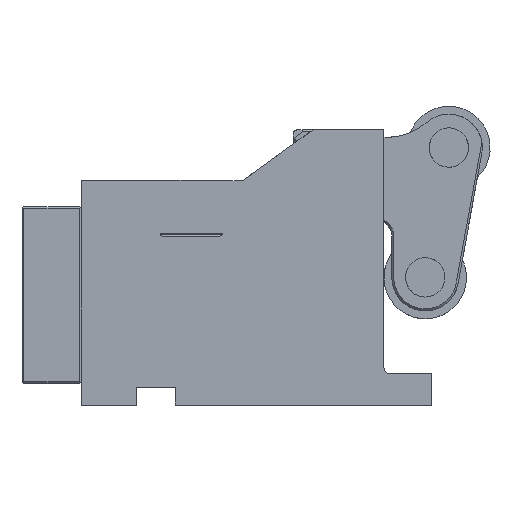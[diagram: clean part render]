
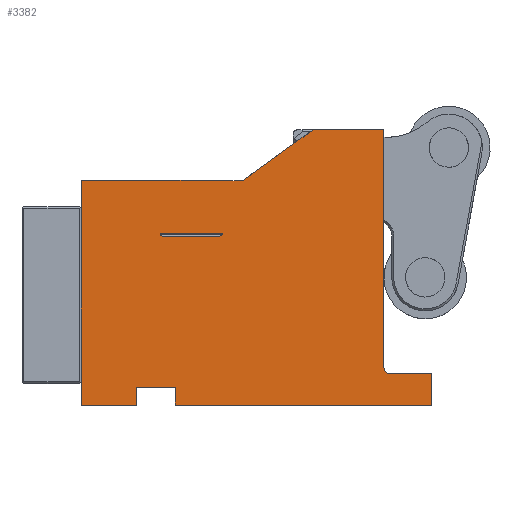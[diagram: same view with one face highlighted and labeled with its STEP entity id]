
A CAD part, top view. The second image highlights one B-rep face of the part: STEP entity #3382.
In plain terms, the highlighted planar face has unit normal (0, 0, 1).
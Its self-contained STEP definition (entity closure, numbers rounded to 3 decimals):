
#460=CARTESIAN_POINT('Vertex',(-35.,29.,32.5)) ;
#465=CARTESIAN_POINT('Line Origine',(-32.5,29.,32.5)) ;
#469=CARTESIAN_POINT('Vertex',(-30.,29.,32.5)) ;
#563=CARTESIAN_POINT('Line Origine',(-21.,35.5,32.5)) ;
#567=CARTESIAN_POINT('Vertex',(-12.,42.,32.5)) ;
#902=CARTESIAN_POINT('Vertex',(18.,-28.,32.5)) ;
#907=CARTESIAN_POINT('Line Origine',(-14.5,-28.,32.5)) ;
#911=CARTESIAN_POINT('Vertex',(-47.,-28.,32.5)) ;
#1049=CARTESIAN_POINT('Line Origine',(-47.,-25.75,32.5)) ;
#1053=CARTESIAN_POINT('Vertex',(-47.,-23.5,32.5)) ;
#1080=CARTESIAN_POINT('Line Origine',(-52.,-23.5,32.5)) ;
#1084=CARTESIAN_POINT('Vertex',(-57.,-23.5,32.5)) ;
#1111=CARTESIAN_POINT('Line Origine',(-57.,-25.75,32.5)) ;
#1115=CARTESIAN_POINT('Vertex',(-57.,-28.,32.5)) ;
#1137=CARTESIAN_POINT('Line Origine',(-64.,-28.,32.5)) ;
#1141=CARTESIAN_POINT('Vertex',(-71.,-28.,32.5)) ;
#1204=CARTESIAN_POINT('Line Origine',(-71.,0.5,32.5)) ;
#1208=CARTESIAN_POINT('Vertex',(-71.,29.,32.5)) ;
#1248=CARTESIAN_POINT('Line Origine',(-61.,29.,32.5)) ;
#1252=CARTESIAN_POINT('Vertex',(-51.,29.,32.5)) ;
#1446=CARTESIAN_POINT('Vertex',(-35.083,15.5,32.5)) ;
#1453=CARTESIAN_POINT('Vertex',(-36.,14.9,32.5)) ;
#1456=CARTESIAN_POINT('Axis2P3D Location',(-36.,15.9,32.5)) ;
#1472=CARTESIAN_POINT('Vertex',(-50.,14.9,32.5)) ;
#1475=CARTESIAN_POINT('Line Origine',(-43.,14.9,32.5)) ;
#1509=CARTESIAN_POINT('Vertex',(-50.917,15.5,32.5)) ;
#1512=CARTESIAN_POINT('Axis2P3D Location',(-50.,15.9,32.5)) ;
#1733=CARTESIAN_POINT('Line Origine',(-3.,42.,32.5)) ;
#1737=CARTESIAN_POINT('Vertex',(6.,42.,32.5)) ;
#2047=CARTESIAN_POINT('Vertex',(18.,-20.,32.5)) ;
#2050=CARTESIAN_POINT('Line Origine',(18.,-24.,32.5)) ;
#2767=CARTESIAN_POINT('Line Origine',(6.,11.75,32.5)) ;
#2771=CARTESIAN_POINT('Vertex',(6.,-18.5,32.5)) ;
#2789=CARTESIAN_POINT('Axis2P3D Location',(7.5,-18.5,32.5)) ;
#2793=CARTESIAN_POINT('Vertex',(7.5,-20.,32.5)) ;
#2808=CARTESIAN_POINT('Line Origine',(12.75,-20.,32.5)) ;
#3106=CARTESIAN_POINT('Line Origine',(-43.,15.5,32.5)) ;
#3242=CARTESIAN_POINT('Line Origine',(-51.,29.1,32.5)) ;
#3246=CARTESIAN_POINT('Vertex',(-51.,29.2,32.5)) ;
#3279=CARTESIAN_POINT('Vertex',(-35.,29.2,32.5)) ;
#3282=CARTESIAN_POINT('Line Origine',(-35.,29.1,32.5)) ;
#3304=CARTESIAN_POINT('Line Origine',(-43.,29.2,32.5)) ;
#3352=CARTESIAN_POINT('Axis2P3D Location',(18.,-28.,32.5)) ;
#466=DIRECTION('Vector Direction',(1.,0.,0.)) ;
#564=DIRECTION('Vector Direction',(-0.811,-0.585,0.)) ;
#908=DIRECTION('Vector Direction',(-1.,0.,0.)) ;
#1050=DIRECTION('Vector Direction',(0.,1.,0.)) ;
#1081=DIRECTION('Vector Direction',(-1.,0.,0.)) ;
#1112=DIRECTION('Vector Direction',(0.,1.,0.)) ;
#1138=DIRECTION('Vector Direction',(-1.,0.,0.)) ;
#1205=DIRECTION('Vector Direction',(0.,1.,0.)) ;
#1249=DIRECTION('Vector Direction',(1.,0.,0.)) ;
#1457=DIRECTION('Axis2P3D Direction',(0.,0.,-1.)) ;
#1476=DIRECTION('Vector Direction',(1.,0.,0.)) ;
#1513=DIRECTION('Axis2P3D Direction',(0.,0.,-1.)) ;
#1734=DIRECTION('Vector Direction',(1.,0.,0.)) ;
#2051=DIRECTION('Vector Direction',(0.,1.,0.)) ;
#2768=DIRECTION('Vector Direction',(0.,1.,0.)) ;
#2790=DIRECTION('Axis2P3D Direction',(0.,0.,-1.)) ;
#2809=DIRECTION('Vector Direction',(-1.,0.,0.)) ;
#3107=DIRECTION('Vector Direction',(-1.,0.,0.)) ;
#3243=DIRECTION('Vector Direction',(0.,-1.,0.)) ;
#3283=DIRECTION('Vector Direction',(0.,-1.,0.)) ;
#3305=DIRECTION('Vector Direction',(1.,0.,0.)) ;
#3353=DIRECTION('Axis2P3D Direction',(0.,0.,-1.)) ;
#3354=DIRECTION('Axis2P3D XDirection',(-1.,0.,0.)) ;
#1458=AXIS2_PLACEMENT_3D('Circle Axis2P3D',#1456,#1457,$) ;
#1514=AXIS2_PLACEMENT_3D('Circle Axis2P3D',#1512,#1513,$) ;
#2791=AXIS2_PLACEMENT_3D('Circle Axis2P3D',#2789,#2790,$) ;
#3355=AXIS2_PLACEMENT_3D('Plane Axis2P3D',#3352,#3353,#3354) ;
#3358=ORIENTED_EDGE('',*,*,#3308,.F.) ;
#3359=ORIENTED_EDGE('',*,*,#3248,.T.) ;
#3360=ORIENTED_EDGE('',*,*,#1254,.F.) ;
#3361=ORIENTED_EDGE('',*,*,#1210,.F.) ;
#3362=ORIENTED_EDGE('',*,*,#1143,.F.) ;
#3363=ORIENTED_EDGE('',*,*,#1117,.F.) ;
#3364=ORIENTED_EDGE('',*,*,#1086,.F.) ;
#3365=ORIENTED_EDGE('',*,*,#1055,.F.) ;
#3366=ORIENTED_EDGE('',*,*,#913,.F.) ;
#3367=ORIENTED_EDGE('',*,*,#2054,.F.) ;
#3368=ORIENTED_EDGE('',*,*,#2812,.F.) ;
#3369=ORIENTED_EDGE('',*,*,#2795,.F.) ;
#3370=ORIENTED_EDGE('',*,*,#2773,.F.) ;
#3371=ORIENTED_EDGE('',*,*,#1739,.F.) ;
#3372=ORIENTED_EDGE('',*,*,#569,.F.) ;
#3373=ORIENTED_EDGE('',*,*,#471,.F.) ;
#3374=ORIENTED_EDGE('',*,*,#3286,.F.) ;
#3377=ORIENTED_EDGE('',*,*,#3110,.F.) ;
#3378=ORIENTED_EDGE('',*,*,#1460,.F.) ;
#3379=ORIENTED_EDGE('',*,*,#1479,.F.) ;
#3380=ORIENTED_EDGE('',*,*,#1516,.F.) ;
#3381=FACE_BOUND('',#3376,.T.) ;
#467=VECTOR('Line Direction',#466,1.) ;
#565=VECTOR('Line Direction',#564,1.) ;
#909=VECTOR('Line Direction',#908,1.) ;
#1051=VECTOR('Line Direction',#1050,1.) ;
#1082=VECTOR('Line Direction',#1081,1.) ;
#1113=VECTOR('Line Direction',#1112,1.) ;
#1139=VECTOR('Line Direction',#1138,1.) ;
#1206=VECTOR('Line Direction',#1205,1.) ;
#1250=VECTOR('Line Direction',#1249,1.) ;
#1477=VECTOR('Line Direction',#1476,1.) ;
#1735=VECTOR('Line Direction',#1734,1.) ;
#2052=VECTOR('Line Direction',#2051,1.) ;
#2769=VECTOR('Line Direction',#2768,1.) ;
#2810=VECTOR('Line Direction',#2809,1.) ;
#3108=VECTOR('Line Direction',#3107,1.) ;
#3244=VECTOR('Line Direction',#3243,1.) ;
#3284=VECTOR('Line Direction',#3283,1.) ;
#3306=VECTOR('Line Direction',#3305,1.) ;
#3382=ADVANCED_FACE('Brep With Voids',(#3375,#3381),#3356,.F.) ;
#1459=CIRCLE('generated circle',#1458,1.) ;
#1515=CIRCLE('generated circle',#1514,1.) ;
#2792=CIRCLE('generated circle',#2791,1.5) ;
#471=EDGE_CURVE('',#461,#470,#468,.T.) ;
#569=EDGE_CURVE('',#470,#568,#566,.F.) ;
#913=EDGE_CURVE('',#903,#912,#910,.T.) ;
#1055=EDGE_CURVE('',#912,#1054,#1052,.T.) ;
#1086=EDGE_CURVE('',#1054,#1085,#1083,.T.) ;
#1117=EDGE_CURVE('',#1085,#1116,#1114,.F.) ;
#1143=EDGE_CURVE('',#1116,#1142,#1140,.T.) ;
#1210=EDGE_CURVE('',#1142,#1209,#1207,.T.) ;
#1254=EDGE_CURVE('',#1209,#1253,#1251,.T.) ;
#1460=EDGE_CURVE('',#1454,#1447,#1459,.F.) ;
#1479=EDGE_CURVE('',#1473,#1454,#1478,.T.) ;
#1516=EDGE_CURVE('',#1510,#1473,#1515,.F.) ;
#1739=EDGE_CURVE('',#568,#1738,#1736,.T.) ;
#2054=EDGE_CURVE('',#2048,#903,#2053,.F.) ;
#2773=EDGE_CURVE('',#1738,#2772,#2770,.F.) ;
#2795=EDGE_CURVE('',#2772,#2794,#2792,.F.) ;
#2812=EDGE_CURVE('',#2794,#2048,#2811,.F.) ;
#3110=EDGE_CURVE('',#1447,#1510,#3109,.T.) ;
#3248=EDGE_CURVE('',#3247,#1253,#3245,.T.) ;
#3286=EDGE_CURVE('',#3280,#461,#3285,.T.) ;
#3308=EDGE_CURVE('',#3247,#3280,#3307,.T.) ;
#3357=EDGE_LOOP('',(#3358,#3359,#3360,#3361,#3362,#3363,#3364,#3365,#3366,#3367,#3368,#3369,#3370,#3371,#3372,#3373,#3374)) ;
#3376=EDGE_LOOP('',(#3377,#3378,#3379,#3380)) ;
#3375=FACE_OUTER_BOUND('',#3357,.T.) ;
#468=LINE('Line',#465,#467) ;
#566=LINE('Line',#563,#565) ;
#910=LINE('Line',#907,#909) ;
#1052=LINE('Line',#1049,#1051) ;
#1083=LINE('Line',#1080,#1082) ;
#1114=LINE('Line',#1111,#1113) ;
#1140=LINE('Line',#1137,#1139) ;
#1207=LINE('Line',#1204,#1206) ;
#1251=LINE('Line',#1248,#1250) ;
#1478=LINE('Line',#1475,#1477) ;
#1736=LINE('Line',#1733,#1735) ;
#2053=LINE('Line',#2050,#2052) ;
#2770=LINE('Line',#2767,#2769) ;
#2811=LINE('Line',#2808,#2810) ;
#3109=LINE('Line',#3106,#3108) ;
#3245=LINE('Line',#3242,#3244) ;
#3285=LINE('Line',#3282,#3284) ;
#3307=LINE('Line',#3304,#3306) ;
#3356=PLANE('Plane',#3355) ;
#461=VERTEX_POINT('',#460) ;
#470=VERTEX_POINT('',#469) ;
#568=VERTEX_POINT('',#567) ;
#903=VERTEX_POINT('',#902) ;
#912=VERTEX_POINT('',#911) ;
#1054=VERTEX_POINT('',#1053) ;
#1085=VERTEX_POINT('',#1084) ;
#1116=VERTEX_POINT('',#1115) ;
#1142=VERTEX_POINT('',#1141) ;
#1209=VERTEX_POINT('',#1208) ;
#1253=VERTEX_POINT('',#1252) ;
#1447=VERTEX_POINT('',#1446) ;
#1454=VERTEX_POINT('',#1453) ;
#1473=VERTEX_POINT('',#1472) ;
#1510=VERTEX_POINT('',#1509) ;
#1738=VERTEX_POINT('',#1737) ;
#2048=VERTEX_POINT('',#2047) ;
#2772=VERTEX_POINT('',#2771) ;
#2794=VERTEX_POINT('',#2793) ;
#3247=VERTEX_POINT('',#3246) ;
#3280=VERTEX_POINT('',#3279) ;
